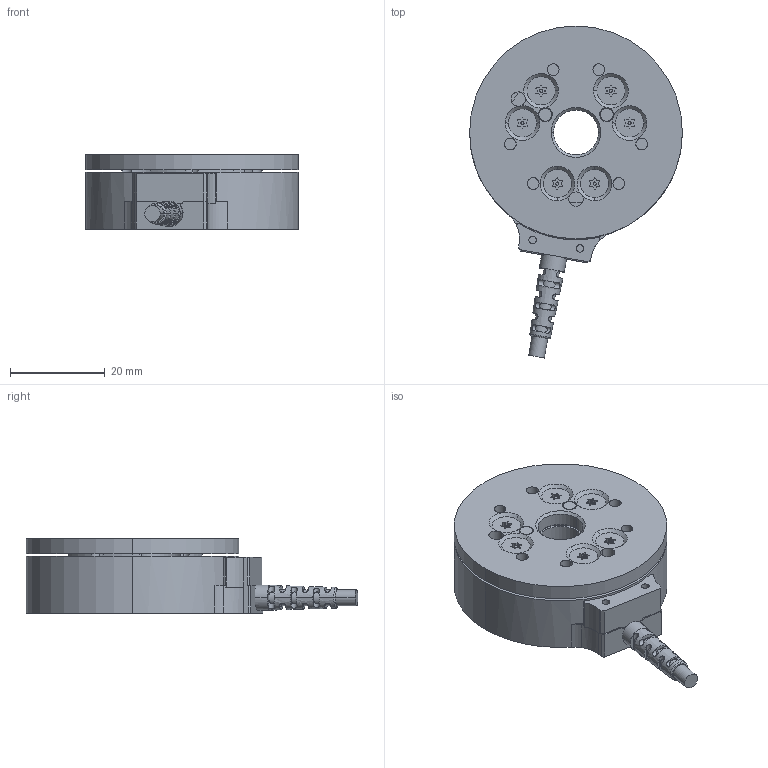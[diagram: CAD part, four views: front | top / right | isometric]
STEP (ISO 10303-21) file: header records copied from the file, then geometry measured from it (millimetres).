
FILE_DESCRIPTION (( 'STEP AP214' ), '1' );
FILE_NAME ('91DEFAU0619330121529.step', '2008-06-19T07:30:11', ( 'sysAdmin' ), ( 'SolidWorks' ), 'SwSTEP 2.0', 'SolidWorks 2008', '' );
FILE_SCHEMA (( 'AUTOMOTIVE_DESIGN' ));
Length unit declared in the file: inch
Products named in the file (1): 91DEFAU0619330121529
Bounding box: 45 x 70.16 x 15.75 mm (x, y, z)
Volume: 19734.3 mm3; surface area: 14720.9 mm2
Topology: 1 solids, 14 shells, 1067 faces, 2867 edges, 1877 vertices
Faces by surface type: cylinder 490, plane 403, cone 141, torus 16, sphere 13, bspline 4
Entity records: 35084 total; most frequent: CARTESIAN_POINT 7231, DIRECTION 6193, ORIENTED_EDGE 5728, EDGE_CURVE 2864, AXIS2_PLACEMENT_3D 2393, VERTEX_POINT 1875, VECTOR 1407, LINE 1407
